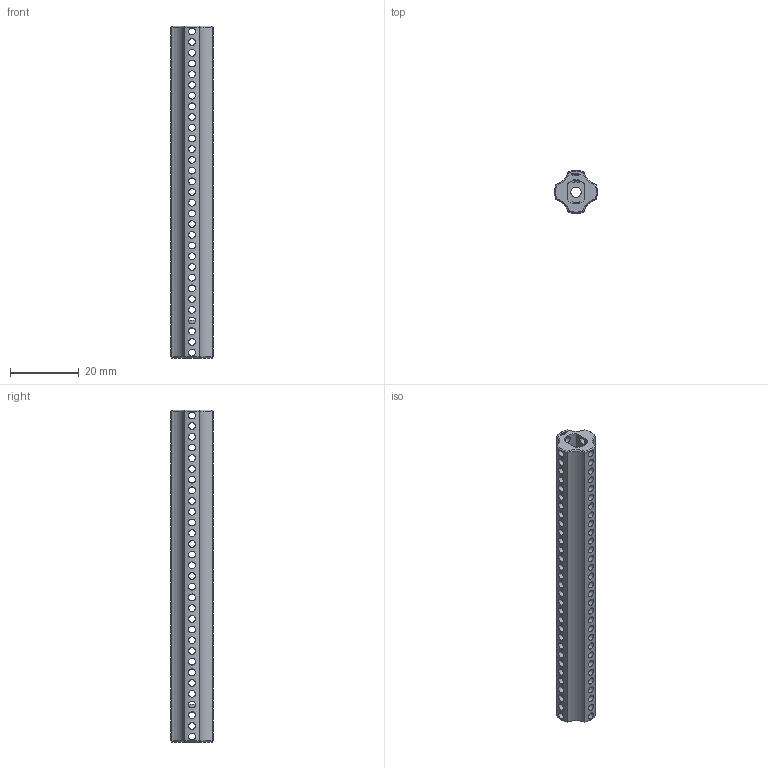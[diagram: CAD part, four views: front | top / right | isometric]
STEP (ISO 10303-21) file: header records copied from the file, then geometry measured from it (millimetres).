
FILE_DESCRIPTION(('FreeCAD Model'),'2;1');
FILE_NAME('Open CASCADE Shape Model','2024-06-16T01:03:13',(''),(''), 'Open CASCADE STEP processor 7.6','FreeCAD','Unknown');
FILE_SCHEMA(('AUTOMOTIVE_DESIGN { 1 0 10303 214 1 1 1 1 }'));
Length unit declared in the file: millimetre
Products named in the file (1): Power-Transmission Hub PLN IDX FXD TTMotor BU07.75 - SPN-PTH-0230 
(stemfie.org)
Bounding box: 12.5 x 12.5 x 96.88 mm (x, y, z)
Volume: 5920 mm3; surface area: 7754 mm2
Topology: 1 solids, 1 shells, 647 faces, 1919 edges, 1294 vertices
Faces by surface type: plane 316, extrusion 164, cylinder 145, cone 22
Full cylindrical faces by diameter (mm): 2 x124, 3 x1
Entity records: 32338 total; most frequent: CARTESIAN_POINT 15507, ORIENTED_EDGE 3838, DIRECTION 2589, EDGE_CURVE 1919, VECTOR 1319, VERTEX_POINT 1294, LINE 1155, FACE_BOUND 917
